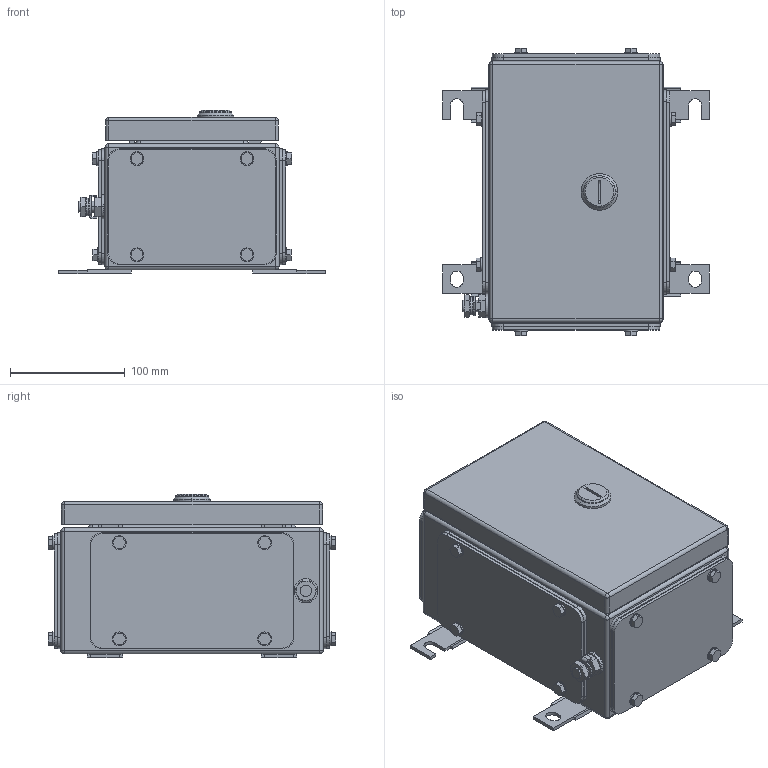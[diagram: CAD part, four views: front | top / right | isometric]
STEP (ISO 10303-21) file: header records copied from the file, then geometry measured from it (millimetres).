
FILE_DESCRIPTION(('CATIA V5 STEP Exchange','CAx-IF Rec.Pracs.--- Model Styling and Organization---1.4--- 2014-01-23'),'2;1');
FILE_NAME ('008762-7_4_1199890000_1199890000.stp','2019-09-20T12:03:04+00:00',('none'),('Weidmueller'),'CATIA Version 5-6 Release 2016 SP3 HF44','CATIA V5 STEP AP214','none');
FILE_SCHEMA(('AUTOMOTIVE_DESIGN { 1 0 10303 214 1 1 1 1 }'));
Length unit declared in the file: millimetre
Products named in the file (1): 1199890000
Bounding box: 233 x 251 x 142.8 mm (x, y, z)
Volume: 640656.9 mm3; surface area: 620895.2 mm2
Topology: 78 solids, 79 shells, 1571 faces, 3642 edges, 2284 vertices
Faces by surface type: plane 693, cylinder 672, cone 156, sphere 24, torus 22, bspline 4
Entity records: 42547 total; most frequent: CARTESIAN_POINT 8879, ORIENTED_EDGE 7152, DIRECTION 5677, EDGE_CURVE 3576, AXIS2_PLACEMENT_3D 2484, VERTEX_POINT 2284, VECTOR 2019, LINE 2019
